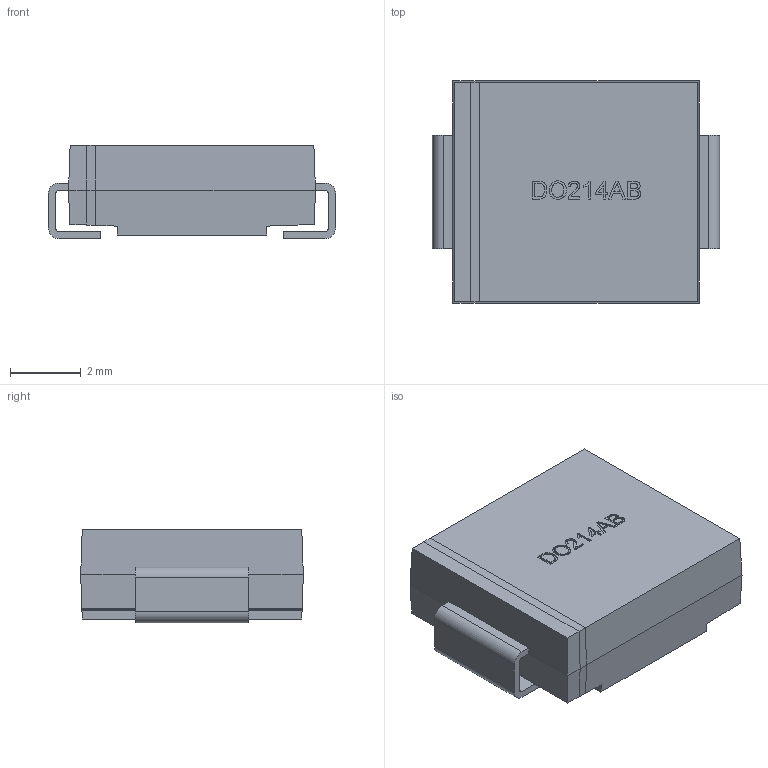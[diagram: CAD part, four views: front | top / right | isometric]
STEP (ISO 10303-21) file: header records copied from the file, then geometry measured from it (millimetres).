
FILE_DESCRIPTION(('FreeCAD Model'),'2;1');
FILE_NAME('User Library-DO-214AB(SMC).step','2017-02-20T17:24:05',('kicad StepUp'),( 'ksu MCAD'),'Open CASCADE STEP processor 6.8','FreeCAD','Unknown');
FILE_SCHEMA(('AUTOMOTIVE_DESIGN_CC2 { 1 2 10303 214 -1 1 5 4 }'));
Length unit declared in the file: millimetre
Products named in the file (1): User_Library-DO-214AB(SMC)
Bounding box: 8.13 x 6.3 x 2.64 mm (x, y, z)
Volume: 109.6 mm3; surface area: 193.1 mm2
Topology: 1 solids, 1 shells, 153 faces, 394 edges, 256 vertices
Faces by surface type: plane 106, bspline 39, cylinder 8
Entity records: 7763 total; most frequent: CARTESIAN_POINT 3211, ORIENTED_EDGE 788, DIRECTION 562, EDGE_CURVE 394, LINE 300, VECTOR 300, VERTEX_POINT 256, FACE_BOUND 166
